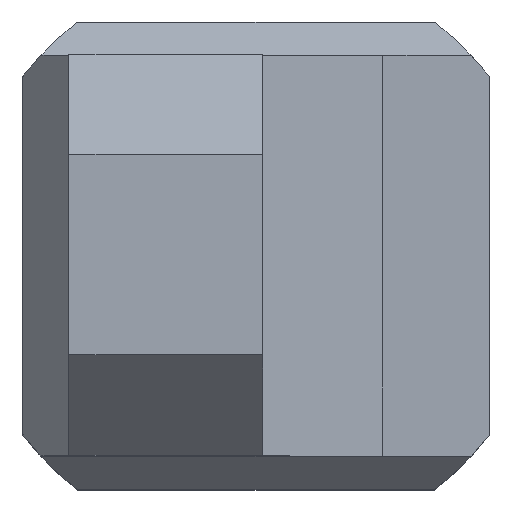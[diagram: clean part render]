
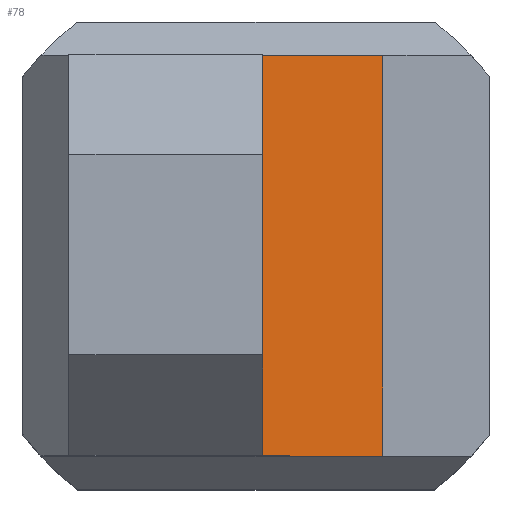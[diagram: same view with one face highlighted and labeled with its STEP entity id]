
A CAD part, top view. The second image highlights one B-rep face of the part: STEP entity #78.
In plain terms, the highlighted planar face has unit normal (0.707, 0, 0.707).
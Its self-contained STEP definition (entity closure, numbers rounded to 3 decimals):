
#78=ADVANCED_FACE('',(#133),#110,.T.);
#110=PLANE('',#611);
#133=FACE_OUTER_BOUND('',#162,.T.);
#162=EDGE_LOOP('',(#336,#337,#338,#339));
#194=LINE('',#822,#247);
#216=LINE('',#879,#269);
#219=LINE('',#887,#272);
#220=LINE('',#888,#273);
#247=VECTOR('',#660,1.);
#269=VECTOR('',#702,1.);
#272=VECTOR('',#709,1.);
#273=VECTOR('',#710,1.);
#336=ORIENTED_EDGE('',*,*,#531,.F.);
#337=ORIENTED_EDGE('',*,*,#535,.T.);
#338=ORIENTED_EDGE('',*,*,#504,.T.);
#339=ORIENTED_EDGE('',*,*,#536,.F.);
#452=VERTEX_POINT('',#823);
#453=VERTEX_POINT('',#824);
#476=VERTEX_POINT('',#878);
#477=VERTEX_POINT('',#880);
#504=EDGE_CURVE('',#452,#453,#194,.T.);
#531=EDGE_CURVE('',#476,#477,#216,.T.);
#535=EDGE_CURVE('',#476,#452,#219,.T.);
#536=EDGE_CURVE('',#477,#453,#220,.T.);
#611=AXIS2_PLACEMENT_3D('',#889,#711,#712);
#660=DIRECTION('',(0.,1.,0.));
#702=DIRECTION('',(0.,1.,0.));
#709=DIRECTION('',(0.707,0.,-0.707));
#710=DIRECTION('',(0.707,0.,-0.707));
#711=DIRECTION('',(0.707,0.,0.707));
#712=DIRECTION('',(-0.707,0.,0.707));
#822=CARTESIAN_POINT('',(19.,-40.,37.));
#823=CARTESIAN_POINT('',(19.,-30.,37.));
#824=CARTESIAN_POINT('',(19.,30.,37.));
#878=CARTESIAN_POINT('',(1.,-30.,55.));
#879=CARTESIAN_POINT('',(1.,-40.,55.));
#880=CARTESIAN_POINT('',(1.,30.,55.));
#887=CARTESIAN_POINT('',(1.,-30.,55.));
#888=CARTESIAN_POINT('',(1.,30.,55.));
#889=CARTESIAN_POINT('',(1.,-40.,55.));
